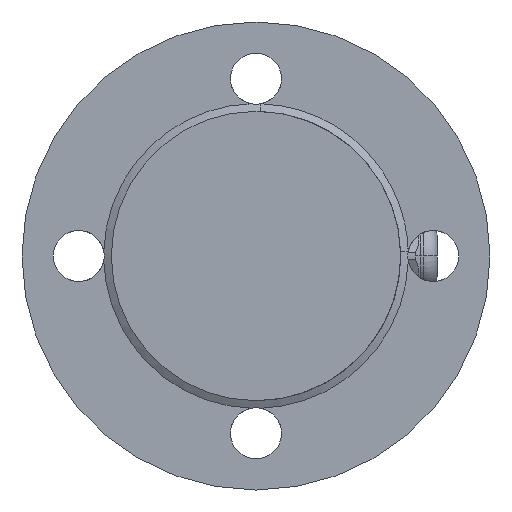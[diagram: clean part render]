
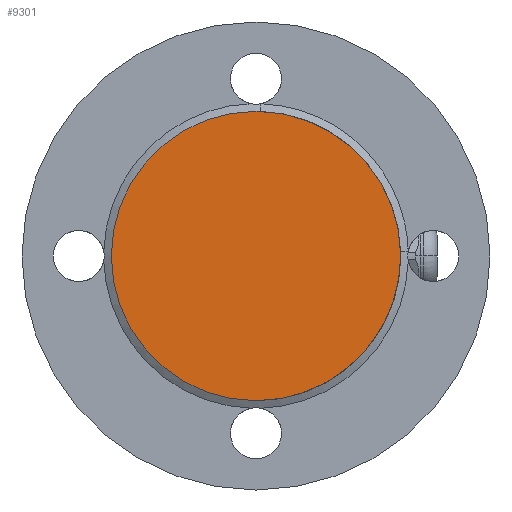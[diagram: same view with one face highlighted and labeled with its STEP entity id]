
A CAD part, front view. The second image highlights one B-rep face of the part: STEP entity #9301.
In plain terms, the highlighted planar face has unit normal (0, -1, 0).
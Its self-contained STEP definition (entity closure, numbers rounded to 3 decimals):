
#2498=CARTESIAN_POINT('',(0.,-91.97,0.));
#2499=DIRECTION('',(0.,-1.,0.));
#2500=DIRECTION('',(0.,0.,-1.));
#2501=AXIS2_PLACEMENT_3D('',#2498,#2499,#2500);
#2503=CARTESIAN_POINT('',(0.,-91.97,0.));
#2504=DIRECTION('',(0.,-1.,0.));
#2505=DIRECTION('',(0.,0.,1.));
#2506=AXIS2_PLACEMENT_3D('',#2503,#2504,#2505);
#6236=CARTESIAN_POINT('',(0.,-91.97,51.));
#6237=VERTEX_POINT('',#6236);
#6238=CARTESIAN_POINT('',(0.,-91.97,-51.));
#6239=VERTEX_POINT('',#6238);
#9292=CARTESIAN_POINT('',(0.,-91.97,0.));
#9293=DIRECTION('',(0.,1.,0.));
#9294=DIRECTION('',(-1.,0.,0.));
#9295=AXIS2_PLACEMENT_3D('',#9292,#9293,#9294);
#9296=PLANE('',#9295);
#9297=ORIENTED_EDGE('',*,*,#9276,.F.);
#9298=ORIENTED_EDGE('',*,*,#9255,.F.);
#9299=EDGE_LOOP('',(#9297,#9298));
#9300=FACE_OUTER_BOUND('',#9299,.F.);
#9301=ADVANCED_FACE('',(#9300),#9296,.F.);
#2502=CIRCLE('',#2501,51.);
#2507=CIRCLE('',#2506,51.);
#9255=EDGE_CURVE('',#6237,#6239,#2507,.T.);
#9276=EDGE_CURVE('',#6239,#6237,#2502,.T.);
